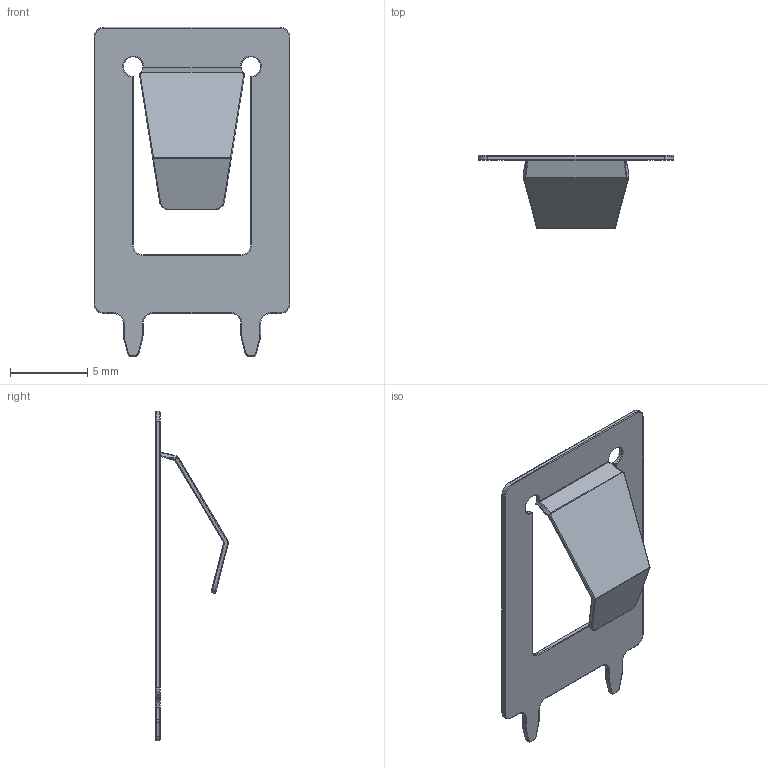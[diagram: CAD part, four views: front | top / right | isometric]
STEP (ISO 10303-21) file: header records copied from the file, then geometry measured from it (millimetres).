
FILE_DESCRIPTION( ( '' ), ' ' );
FILE_NAME( '5ed2c787fc9f6e145cae9dc9.step', '2020-05-30T20:52:24', ( '' ), ( '' ), ' ', ' ', ' ' );
FILE_SCHEMA( ( 'AUTOMOTIVE_DESIGN { 1 0 10303 214 1 1 1 1 }' ) );
Length unit declared in the file: metre
Products named in the file (1): 109-2
Bounding box: 12.7 x 4.75 x 21.34 mm (x, y, z)
Volume: 62.8 mm3; surface area: 453.8 mm2
Topology: 1 solids, 1 shells, 179 faces, 419 edges, 228 vertices
Faces by surface type: cylinder 82, torus 40, plane 31, sphere 14, bspline 12
Entity records: 6896 total; most frequent: CARTESIAN_POINT 1350, DIRECTION 971, ORIENTED_EDGE 810, EDGE_CURVE 405, AXIS2_PLACEMENT_3D 404, VERTEX_POINT 228, CIRCLE 206, EDGE_LOOP 181
